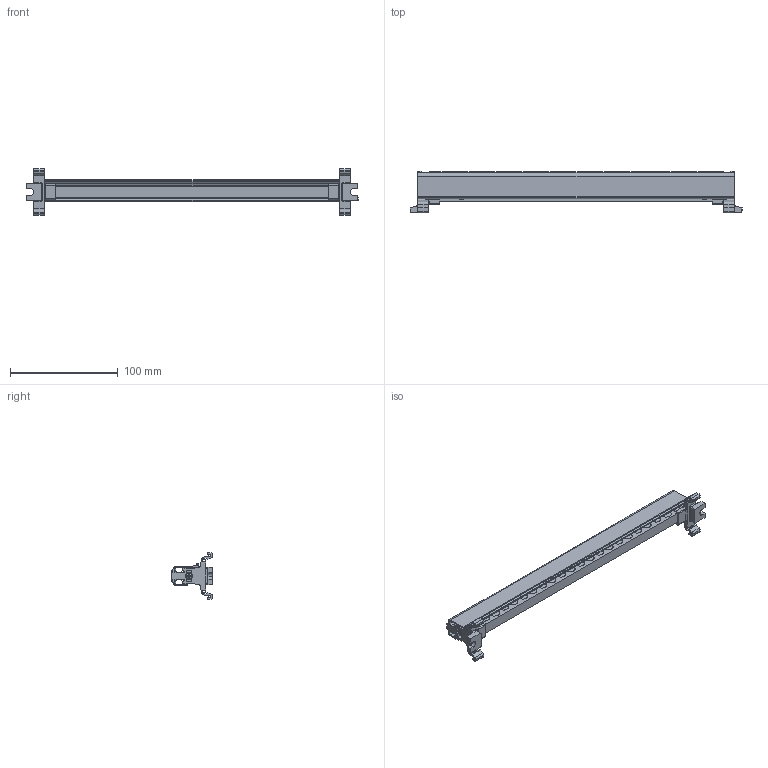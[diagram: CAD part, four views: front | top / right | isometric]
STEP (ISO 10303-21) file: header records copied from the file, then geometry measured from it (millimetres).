
FILE_DESCRIPTION (( 'STEP AP203' ), '1' );
FILE_NAME ('10x15 Tek Kutuplu Daðýtýcý Ünite - 22 Delikli.STEP', '2018-12-07T13:17:04', ( '' ), ( '' ), 'SwSTEP 2.0', 'SolidWorks 2011', '' );
FILE_SCHEMA (( 'CONFIG_CONTROL_DESIGN' ));
Products named in the file (1): 10x15 Tek Kutuplu Daðýtýcý Ünite - 22 Delikli
Bounding box: 308 x 38.38 x 43.2 mm (x, y, z)
Volume: 70126.3 mm3; surface area: 58016.8 mm2
Topology: 1 solids, 4 shells, 1449 faces, 3882 edges, 2498 vertices
Faces by surface type: plane 694, cylinder 307, bspline 172, cone 154, torus 122
Entity records: 51209 total; most frequent: CARTESIAN_POINT 15772, ORIENTED_EDGE 7764, DIRECTION 6980, EDGE_CURVE 3882, VERTEX_POINT 2498, AXIS2_PLACEMENT_3D 2480, LINE 2020, VECTOR 2020
